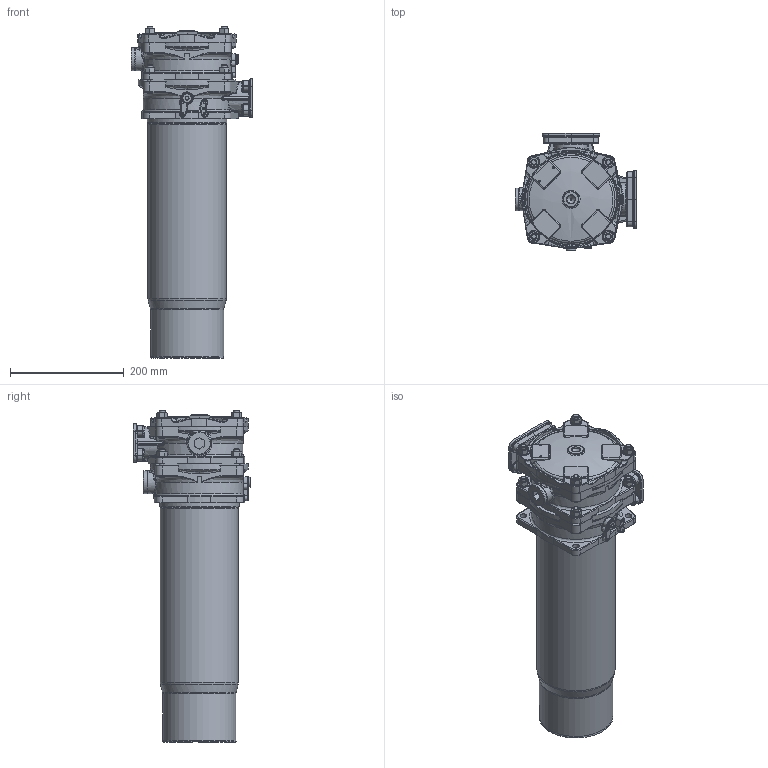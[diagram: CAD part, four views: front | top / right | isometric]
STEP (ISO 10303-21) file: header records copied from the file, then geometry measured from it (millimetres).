
FILE_DESCRIPTION((''),'2;1');
FILE_NAME('E_328-156.stp','2013-05-03T13:59:25', ('User'),('SDRC'),'I-DEAS Master Series 9','UNIX','Yes');
FILE_SCHEMA(('AUTOMOTIVE_DESIGN { 1 0 10303 214 1 1 1 1 }'));
Length unit declared in the file: millimetre
Products named in the file (1): 14289900(237768)
Bounding box: 214.6 x 206.09 x 584.26 mm (x, y, z)
Volume: 9618163.3 mm3; surface area: 451066.1 mm2
Topology: 1 solids, 11 shells, 2034 faces, 4952 edges, 3043 vertices
Faces by surface type: bspline 2034
Entity records: 75885 total; most frequent: CARTESIAN_POINT 48470, ORIENTED_EDGE 9790, EDGE_CURVE 4895, VERTEX_POINT 2979, B_SPLINE_CURVE_WITH_KNOTS 2473, EDGE_LOOP 2174, FACE_OUTER_BOUND 2034, ADVANCED_FACE 2034
